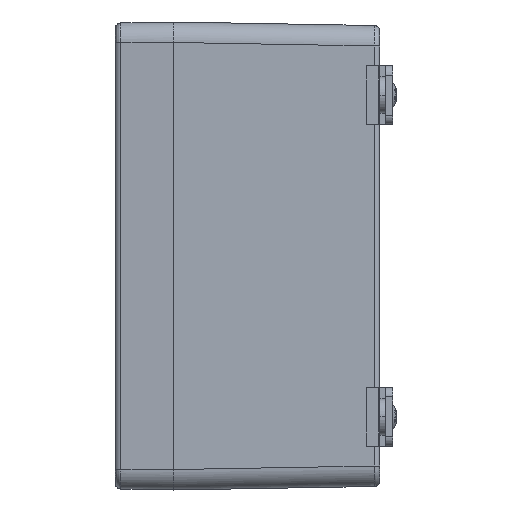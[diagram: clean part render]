
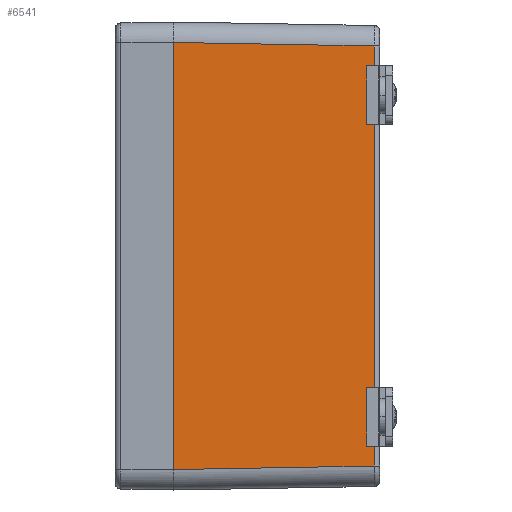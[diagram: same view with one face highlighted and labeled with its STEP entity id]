
A CAD part, left-side view. The second image highlights one B-rep face of the part: STEP entity #6541.
In plain terms, the highlighted planar face has unit normal (-1, -0.018, 0).
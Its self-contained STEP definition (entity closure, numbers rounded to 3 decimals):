
#165 = ORIENTED_EDGE ( 'NONE', *, *, #49925, .T. ) ;
#349 = VECTOR ( 'NONE', #41107, 1000. ) ;
#1272 = AXIS2_PLACEMENT_3D ( 'NONE', #13689, #48414, #9459 ) ;
#1329 = VERTEX_POINT ( 'NONE', #14742 ) ;
#1894 = CARTESIAN_POINT ( 'NONE',  ( -128.848, 4.496, 80. ) ) ;
#2267 = VECTOR ( 'NONE', #51585, 1000. ) ;
#2894 = VECTOR ( 'NONE', #50025, 1000. ) ;
#3092 = ORIENTED_EDGE ( 'NONE', *, *, #9319, .T. ) ;
#3915 = VERTEX_POINT ( 'NONE', #55593 ) ;
#3962 = CARTESIAN_POINT ( 'NONE',  ( -130., 70.5, -73.001 ) ) ;
#4292 = CARTESIAN_POINT ( 'NONE',  ( -128.804, 1.965, 71.805 ) ) ;
#4683 = VERTEX_POINT ( 'NONE', #47985 ) ;
#6451 = ORIENTED_EDGE ( 'NONE', *, *, #46754, .T. ) ;
#6541 = ADVANCED_FACE ( 'Defeatured_0_29', ( #40468 ), #36732, .T. ) ;
#6732 = DIRECTION ( 'NONE',  ( 0., 0., 1. ) ) ;
#6947 = EDGE_CURVE ( 'Defeatured_0_29+Defeatured_0_92+Defeatured_0_116+Defeatured_0_30', #15073, #54897, #25213, .T. ) ;
#7823 = VECTOR ( 'NONE', #53820, 1000. ) ;
#9319 = EDGE_CURVE ( 'Defeatured_0_29+Defeatured_0_116+Defeatured_0_93+Defeatured_0_92', #1329, #15073, #41754, .T. ) ;
#9459 = DIRECTION ( 'NONE',  ( 0., 0., 1. ) ) ;
#9622 = CARTESIAN_POINT ( 'NONE',  ( -130., 70.5, -45.005 ) ) ;
#10118 = ORIENTED_EDGE ( 'NONE', *, *, #11574, .T. ) ;
#10708 = ORIENTED_EDGE ( 'NONE', *, *, #14506, .F. ) ;
#11264 = LINE ( 'NONE', #1894, #47172 ) ;
#11356 = VECTOR ( 'NONE', #27476, 1000. ) ;
#11574 = EDGE_CURVE ( 'Defeatured_0_29+Defeatured_0_690+Defeatured_0_689+Defeatured_0_687', #21974, #48832, #11264, .T. ) ;
#11587 = CARTESIAN_POINT ( 'NONE',  ( -128.804, 1.965, 80. ) ) ;
#11811 = EDGE_CURVE ( 'Defeatured_0_30+Defeatured_0_29+Defeatured_0_689+Defeatured_0_97', #33374, #54897, #36986, .T. ) ;
#12180 = DIRECTION ( 'NONE',  ( 0.017, -1., 0. ) ) ;
#13315 = EDGE_CURVE ( 'Defeatured_0_29+Defeatured_0_93+Defeatured_0_30+Defeatured_0_116', #16398, #1329, #22615, .T. ) ;
#13689 = CARTESIAN_POINT ( 'NONE',  ( -130., 70.5, 80. ) ) ;
#14078 = LINE ( 'NONE', #35681, #349 ) ;
#14151 = VECTOR ( 'NONE', #53070, 1000. ) ;
#14300 = CARTESIAN_POINT ( 'NONE',  ( -128.848, 4.496, 80. ) ) ;
#14506 = EDGE_CURVE ( 'Defeatured_0_30+Defeatured_0_29+Defeatured_0_99+Defeatured_0_642', #16398, #3915, #42500, .T. ) ;
#14742 = CARTESIAN_POINT ( 'NONE',  ( -130., 70.5, 73.001 ) ) ;
#15073 = VERTEX_POINT ( 'NONE', #42100 ) ;
#15120 = DIRECTION ( 'NONE',  ( 0., 0., 1. ) ) ;
#15385 = EDGE_CURVE ( 'Defeatured_0_29+Defeatured_0_644+Defeatured_0_30+Defeatured_0_645', #45429, #47882, #40751, .T. ) ;
#15493 = ORIENTED_EDGE ( 'NONE', *, *, #6947, .T. ) ;
#16398 = VERTEX_POINT ( 'NONE', #4292 ) ;
#16557 = ORIENTED_EDGE ( 'NONE', *, *, #29416, .T. ) ;
#17435 = ORIENTED_EDGE ( 'NONE', *, *, #13315, .T. ) ;
#17710 = CARTESIAN_POINT ( 'NONE',  ( -130., 70.5, 64.995 ) ) ;
#18546 = EDGE_LOOP ( 'NONE', ( #10118, #16557, #32931, #26586, #28285, #6451, #10708, #17435, #3092, #15493, #49846, #165 ) ) ;
#19756 = CARTESIAN_POINT ( 'NONE',  ( -128.804, 1.965, -71.805 ) ) ;
#20381 = DIRECTION ( 'NONE',  ( 0., 0., -1. ) ) ;
#21974 = VERTEX_POINT ( 'NONE', #51749 ) ;
#22615 = LINE ( 'NONE', #52501, #14151 ) ;
#22953 = CARTESIAN_POINT ( 'NONE',  ( -128.804, 1.965, 45.005 ) ) ;
#25213 = LINE ( 'NONE', #3962, #53030 ) ;
#25917 = CARTESIAN_POINT ( 'NONE',  ( -128.804, 1.965, 80. ) ) ;
#26586 = ORIENTED_EDGE ( 'NONE', *, *, #15385, .T. ) ;
#27476 = DIRECTION ( 'NONE',  ( 0.017, -1., 0. ) ) ;
#28285 = ORIENTED_EDGE ( 'NONE', *, *, #44811, .T. ) ;
#28837 = VECTOR ( 'NONE', #46685, 1000. ) ;
#29258 = CARTESIAN_POINT ( 'NONE',  ( -128.804, 1.965, 80. ) ) ;
#29416 = EDGE_CURVE ( 'Defeatured_0_29+Defeatured_0_687+Defeatured_0_690+Defeatured_0_30', #48832, #4683, #48586, .T. ) ;
#31751 = CARTESIAN_POINT ( 'NONE',  ( -128.848, 4.496, -45.005 ) ) ;
#32654 = CARTESIAN_POINT ( 'NONE',  ( -130., 70.5, 80. ) ) ;
#32931 = ORIENTED_EDGE ( 'NONE', *, *, #54003, .F. ) ;
#33374 = VERTEX_POINT ( 'NONE', #46232 ) ;
#35681 = CARTESIAN_POINT ( 'NONE',  ( -130., 70.5, -64.995 ) ) ;
#36480 = CARTESIAN_POINT ( 'NONE',  ( -130., 70.5, 45.005 ) ) ;
#36732 = PLANE ( 'NONE',  #1272 ) ;
#36986 = LINE ( 'NONE', #29258, #28837 ) ;
#37444 = LINE ( 'NONE', #11587, #48167 ) ;
#37875 = CARTESIAN_POINT ( 'NONE',  ( -128.848, 4.496, 64.995 ) ) ;
#40468 = FACE_OUTER_BOUND ( 'NONE', #18546, .T. ) ;
#40751 = LINE ( 'NONE', #36480, #7823 ) ;
#41107 = DIRECTION ( 'NONE',  ( -0.017, 1., 0. ) ) ;
#41754 = LINE ( 'NONE', #32654, #2894 ) ;
#42100 = CARTESIAN_POINT ( 'NONE',  ( -130., 70.5, -73.001 ) ) ;
#42376 = DIRECTION ( 'NONE',  ( 0.017, -1., 0.017 ) ) ;
#42500 = LINE ( 'NONE', #25917, #2267 ) ;
#44811 = EDGE_CURVE ( 'Defeatured_0_29+Defeatured_0_645+Defeatured_0_644+Defeatured_0_642', #47882, #53559, #49891, .T. ) ;
#45278 = VECTOR ( 'NONE', #15120, 1000. ) ;
#45391 = VECTOR ( 'NONE', #12180, 1000. ) ;
#45429 = VERTEX_POINT ( 'NONE', #22953 ) ;
#46232 = CARTESIAN_POINT ( 'NONE',  ( -128.804, 1.965, -64.995 ) ) ;
#46685 = DIRECTION ( 'NONE',  ( 0., 0., -1. ) ) ;
#46754 = EDGE_CURVE ( 'Defeatured_0_29+Defeatured_0_642+Defeatured_0_645+Defeatured_0_30', #53559, #3915, #51128, .T. ) ;
#47172 = VECTOR ( 'NONE', #6732, 1000. ) ;
#47882 = VERTEX_POINT ( 'NONE', #54742 ) ;
#47985 = CARTESIAN_POINT ( 'NONE',  ( -128.804, 1.965, -45.005 ) ) ;
#48167 = VECTOR ( 'NONE', #20381, 1000. ) ;
#48414 = DIRECTION ( 'NONE',  ( -1., -0.017, 0. ) ) ;
#48586 = LINE ( 'NONE', #9622, #11356 ) ;
#48832 = VERTEX_POINT ( 'NONE', #31751 ) ;
#49846 = ORIENTED_EDGE ( 'NONE', *, *, #11811, .F. ) ;
#49891 = LINE ( 'NONE', #14300, #45278 ) ;
#49925 = EDGE_CURVE ( 'Defeatured_0_29+Defeatured_0_689+Defeatured_0_30+Defeatured_0_690', #33374, #21974, #14078, .T. ) ;
#50025 = DIRECTION ( 'NONE',  ( 0., 0., -1. ) ) ;
#51128 = LINE ( 'NONE', #17710, #45391 ) ;
#51585 = DIRECTION ( 'NONE',  ( 0., 0., -1. ) ) ;
#51749 = CARTESIAN_POINT ( 'NONE',  ( -128.848, 4.496, -64.995 ) ) ;
#52501 = CARTESIAN_POINT ( 'NONE',  ( -128.804, 1.965, 71.805 ) ) ;
#53030 = VECTOR ( 'NONE', #42376, 1000. ) ;
#53070 = DIRECTION ( 'NONE',  ( -0.017, 1., 0.017 ) ) ;
#53559 = VERTEX_POINT ( 'NONE', #37875 ) ;
#53820 = DIRECTION ( 'NONE',  ( -0.017, 1., 0. ) ) ;
#54003 = EDGE_CURVE ( 'Defeatured_0_30+Defeatured_0_29+Defeatured_0_644+Defeatured_0_687', #45429, #4683, #37444, .T. ) ;
#54742 = CARTESIAN_POINT ( 'NONE',  ( -128.848, 4.496, 45.005 ) ) ;
#54897 = VERTEX_POINT ( 'NONE', #19756 ) ;
#55593 = CARTESIAN_POINT ( 'NONE',  ( -128.804, 1.965, 64.995 ) ) ;
